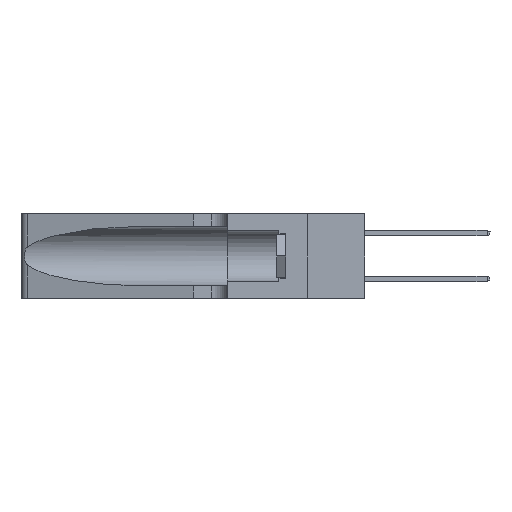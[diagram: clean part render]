
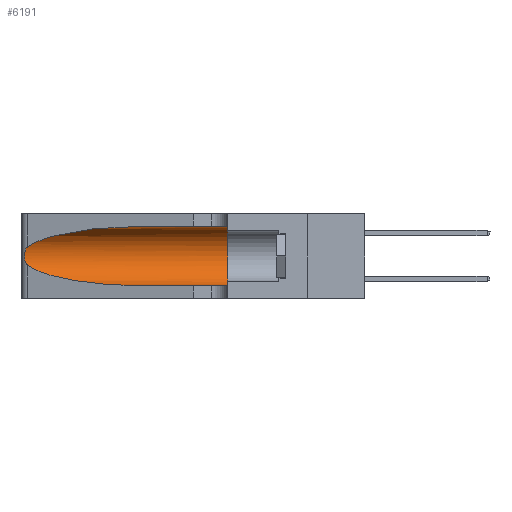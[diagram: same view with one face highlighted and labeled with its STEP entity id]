
A CAD part, left-side view. The second image highlights one B-rep face of the part: STEP entity #6191.
In plain terms, the highlighted cylindrical face has radius 3.308 mm (diameter 6.617 mm), a partial arc.
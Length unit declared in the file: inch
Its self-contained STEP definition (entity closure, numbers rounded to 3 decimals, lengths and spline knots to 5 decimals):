
#427 = CARTESIAN_POINT ( 'NONE',  ( 0.2373, 1.15595, 0.28018 ) ) ;
#1020 = EDGE_LOOP ( 'NONE', ( #11896, #21419, #17169, #19873, #28971, #38431 ) ) ;
#1565 = CARTESIAN_POINT ( 'NONE',  ( 0.25789, 1.23486, 0.15765 ) ) ;
#3025 = CARTESIAN_POINT ( 'NONE',  ( 0.25487, 1.22718, 0.22369 ) ) ;
#3459 = CARTESIAN_POINT ( 'NONE',  ( 0.1305, 0.72297, 0.31525 ) ) ;
#3475 = CARTESIAN_POINT ( 'NONE',  ( 0.1305, 0.72297, 0.05475 ) ) ;
#3660 = CARTESIAN_POINT ( 'NONE',  ( 0.1305, 0.72297, 0.05475 ) ) ;
#4735 = CARTESIAN_POINT ( 'NONE',  ( 0.25555, 1.22993, 0.14849 ) ) ;
#5135 = DIRECTION ( 'NONE',  ( 0., 1., 0. ) ) ;
#6191 = ADVANCED_FACE ( 'NONE', ( #24057 ), #6367, .F. ) ;
#6367 = CYLINDRICAL_SURFACE ( 'NONE', #36348, 0.13025 ) ;
#6368 = VERTEX_POINT ( 'NONE', #20076 ) ;
#6633 = CARTESIAN_POINT ( 'NONE',  ( 0.1305, 1.61858, 0.185 ) ) ;
#6693 = VERTEX_POINT ( 'NONE', #3025 ) ;
#7952 = CARTESIAN_POINT ( 'NONE',  ( 0.1305, 1.61858, 0.31525 ) ) ;
#8918 = LINE ( 'NONE', #7952, #33838 ) ;
#9170 = B_SPLINE_CURVE_WITH_KNOTS ( 'NONE', 3,
 ( #17013, #29473, #29603, #10850, #32695, #13997, #35801, #17151, #38884, #20361, #1565, #23516, #4735, #26640 ),
 .UNSPECIFIED., .F., .F.,
 ( 4, 2, 2, 2, 2, 2, 4 ),
 ( 0., 0.00027, 0.00053, 0.00107, 0.0016, 0.00187, 0.00214 ),
 .UNSPECIFIED. ) ;
#9705 = EDGE_CURVE ( 'NONE', #6368, #6693, #33965, .T. ) ;
#9723 = CARTESIAN_POINT ( 'NONE',  ( 0.18966, 0.96281, 0.31525 ) ) ;
#10618 = CARTESIAN_POINT ( 'NONE',  ( 0.1305, 0.35, 0.05475 ) ) ;
#10850 = CARTESIAN_POINT ( 'NONE',  ( 0.25787, 1.23484, 0.2124 ) ) ;
#11088 = DIRECTION ( 'NONE',  ( 0., -1., 0. ) ) ;
#11643 = EDGE_CURVE ( 'NONE', #6368, #24456, #8918, .T. ) ;
#11896 = ORIENTED_EDGE ( 'NONE', *, *, #9705, .T. ) ;
#12881 = DIRECTION ( 'NONE',  ( 0., -1., 0. ) ) ;
#13997 = CARTESIAN_POINT ( 'NONE',  ( 0.26018, 1.23835, 0.19895 ) ) ;
#16061 = DIRECTION ( 'NONE',  ( 0., -1., 0. ) ) ;
#16865 = CARTESIAN_POINT ( 'NONE',  ( 0.1305, 0.35, 0.31525 ) ) ;
#17013 = CARTESIAN_POINT ( 'NONE',  ( 0.25487, 1.22718, 0.22369 ) ) ;
#17151 = CARTESIAN_POINT ( 'NONE',  ( 0.26075, 1.23896, 0.178 ) ) ;
#17169 = ORIENTED_EDGE ( 'NONE', *, *, #39394, .T. ) ;
#19239 = VERTEX_POINT ( 'NONE', #3660 ) ;
#19873 = ORIENTED_EDGE ( 'NONE', *, *, #22911, .T. ) ;
#20076 = CARTESIAN_POINT ( 'NONE',  ( 0.1305, 0.72297, 0.31525 ) ) ;
#20361 = CARTESIAN_POINT ( 'NONE',  ( 0.25856, 1.23593, 0.16098 ) ) ;
#21294 = VERTEX_POINT ( 'NONE', #10618 ) ;
#21419 = ORIENTED_EDGE ( 'NONE', *, *, #35236, .T. ) ;
#22118 = AXIS2_PLACEMENT_3D ( 'NONE', #23921, #5135, #27040 ) ;
#22274 = CARTESIAN_POINT ( 'NONE',  ( 0.18966, 0.96281, 0.05475 ) ) ;
#22392 = CARTESIAN_POINT ( 'NONE',  ( 0.25487, 1.22718, 0.22369 ) ) ;
#22911 = EDGE_CURVE ( 'NONE', #19239, #21294, #26328, .T. ) ;
#23516 = CARTESIAN_POINT ( 'NONE',  ( 0.25639, 1.23186, 0.15144 ) ) ;
#23921 = CARTESIAN_POINT ( 'NONE',  ( 0.1305, 0.35, 0.185 ) ) ;
#24057 = FACE_OUTER_BOUND ( 'NONE', #1020, .T. ) ;
#24456 = VERTEX_POINT ( 'NONE', #16865 ) ;
#25348 = VECTOR ( 'NONE', #12881, 39.37008 ) ;
#26328 = LINE ( 'NONE', #28636, #25348 ) ;
#26640 = CARTESIAN_POINT ( 'NONE',  ( 0.25487, 1.22718, 0.14631 ) ) ;
#27040 = DIRECTION ( 'NONE',  ( 0., 0., 1. ) ) ;
#28636 = CARTESIAN_POINT ( 'NONE',  ( 0.1305, 1.61858, 0.05475 ) ) ;
#28971 = ORIENTED_EDGE ( 'NONE', *, *, #35337, .F. ) ;
#29473 = CARTESIAN_POINT ( 'NONE',  ( 0.25555, 1.22994, 0.2215 ) ) ;
#29603 = CARTESIAN_POINT ( 'NONE',  ( 0.25639, 1.23184, 0.21858 ) ) ;
#31471 = CARTESIAN_POINT ( 'NONE',  ( 0.25487, 1.22718, 0.14631 ) ) ;
#31928 = CARTESIAN_POINT ( 'NONE',  ( 0.25487, 1.22718, 0.14631 ) ) ;
#31999 = CIRCLE ( 'NONE', #22118, 0.13025 ) ;
#32695 = CARTESIAN_POINT ( 'NONE',  ( 0.25854, 1.2359, 0.20912 ) ) ;
#33838 = VECTOR ( 'NONE', #11088, 39.37008 ) ;
#33965 =( BOUNDED_CURVE ( )  B_SPLINE_CURVE ( 3, ( #3459, #9723, #427, #22392 ),
 .UNSPECIFIED., .F., .F. ) 
 B_SPLINE_CURVE_WITH_KNOTS ( ( 4, 4 ),
 ( 1.5708, 2.84003 ),
 .UNSPECIFIED. ) 
 CURVE ( )  GEOMETRIC_REPRESENTATION_ITEM ( )  RATIONAL_B_SPLINE_CURVE ( ( 1., 0.87, 0.87, 1. ) ) 
 REPRESENTATION_ITEM ( '' )  );
#34580 = CARTESIAN_POINT ( 'NONE',  ( 0.2373, 1.15595, 0.08982 ) ) ;
#34727 = DIRECTION ( 'NONE',  ( 0., 0., -1. ) ) ;
#35195 =( BOUNDED_CURVE ( )  B_SPLINE_CURVE ( 3, ( #31471, #34580, #22274, #3475 ),
 .UNSPECIFIED., .F., .T. ) 
 B_SPLINE_CURVE_WITH_KNOTS ( ( 4, 4 ),
 ( 3.44316, 4.71239 ),
 .UNSPECIFIED. ) 
 CURVE ( )  GEOMETRIC_REPRESENTATION_ITEM ( )  RATIONAL_B_SPLINE_CURVE ( ( 1., 0.87, 0.87, 1. ) ) 
 REPRESENTATION_ITEM ( '' )  );
#35236 = EDGE_CURVE ( 'NONE', #6693, #38772, #9170, .T. ) ;
#35337 = EDGE_CURVE ( 'NONE', #24456, #21294, #31999, .T. ) ;
#35801 = CARTESIAN_POINT ( 'NONE',  ( 0.26075, 1.23896, 0.19203 ) ) ;
#36348 = AXIS2_PLACEMENT_3D ( 'NONE', #6633, #16061, #34727 ) ;
#38431 = ORIENTED_EDGE ( 'NONE', *, *, #11643, .F. ) ;
#38772 = VERTEX_POINT ( 'NONE', #31928 ) ;
#38884 = CARTESIAN_POINT ( 'NONE',  ( 0.26017, 1.23833, 0.17102 ) ) ;
#39394 = EDGE_CURVE ( 'NONE', #38772, #19239, #35195, .T. ) ;
